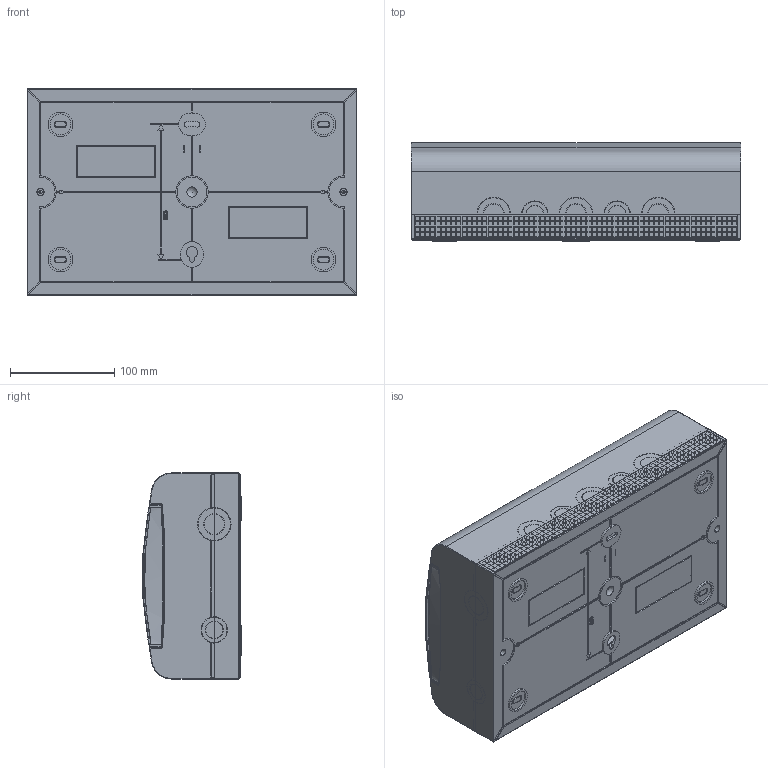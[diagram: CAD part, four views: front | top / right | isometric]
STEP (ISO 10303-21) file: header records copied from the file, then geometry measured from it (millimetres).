
FILE_DESCRIPTION (( 'STEP AP214' ), '1' );
FILE_NAME ('SB-N-15(W).ÃÌ Ùèò ðàñïðåä. íàâåñíîé ÙÐÍ-Ï-15.STEP', '2025-01-17T06:58:37', ( '' ), ( '' ), 'SwSTEP 2.0', 'SolidWorks 2021', '' );
FILE_SCHEMA (( 'AUTOMOTIVE_DESIGN' ));
Length unit declared in the file: millimetre
Products named in the file (1): SB-N-15(W).ÃÌ Ùèò ðàñïðåä. íàâåñíîé ÙÐÍ-Ï-15
Bounding box: 317 x 94.79 x 198 mm (x, y, z)
Volume: 596411.9 mm3; surface area: 607087.2 mm2
Topology: 30 solids, 30 shells, 6754 faces, 17872 edges, 11682 vertices
Faces by surface type: plane 4199, bspline 1179, cylinder 752, cone 464, torus 126, sphere 34
Entity records: 337767 total; most frequent: CARTESIAN_POINT 105821, ORIENTED_EDGE 35606, DIRECTION 27151, EDGE_CURVE 17803, VECTOR 11921, LINE 11921, VERTEX_POINT 11678, AXIS2_PLACEMENT_3D 7615
